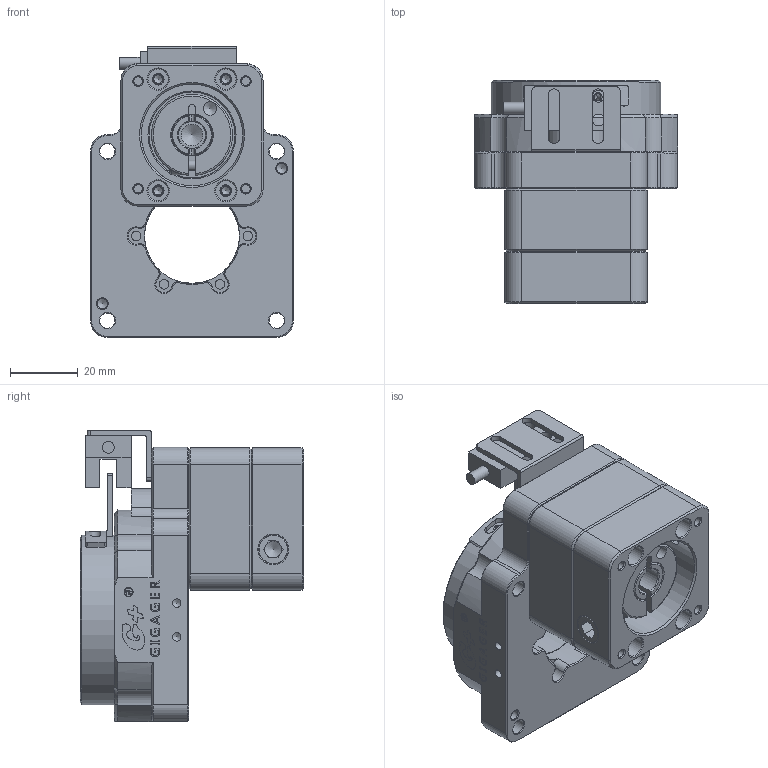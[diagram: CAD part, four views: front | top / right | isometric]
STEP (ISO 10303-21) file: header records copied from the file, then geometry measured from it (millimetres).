
FILE_DESCRIPTION (( 'STEP AP203' ), '1' );
FILE_NAME ('GSN60-10K-SV1.step', '2021-06-01T02:28:59', ( 'Microsoft' ), ( 'Microsoft' ), 'SwSTEP 2.0', 'SolidWorks 2019', '' );
FILE_SCHEMA (( 'CONFIG_CONTROL_DESIGN' ));
Length unit declared in the file: millimetre
Products named in the file (1): GSN60-10K-SV1
Bounding box: 60 x 66 x 86 mm (x, y, z)
Volume: 117757.1 mm3; surface area: 57846.9 mm2
Topology: 13 solids, 13 shells, 979 faces, 2441 edges, 1547 vertices
Faces by surface type: plane 374, bspline 202, cone 197, cylinder 196, torus 10
Full cylindrical faces by diameter (mm): 2.05 x4, 2.5 x27, 2.8 x6, 3 x7, 3.2 x1, 3.5 x7, 4 x5, 4.5 x4, 5.5 x1, 6 x4, 6.5 x4, 8 x1, 8.4 x1, 8.5 x2, 10 x2, 11.6 x1, 12 x2, 15 x1, 25.4 x1, 28 x4, 30 x1, 32 x1, 34 x1, 38 x2, 40 x2, 50 x2, 51.501 x2, 53.433 x1, 56 x1, 56.465 x1
Entity records: 38626 total; most frequent: CARTESIAN_POINT 17562, ORIENTED_EDGE 4296, DIRECTION 3807, EDGE_CURVE 2148, VERTEX_POINT 1476, AXIS2_PLACEMENT_3D 1363, EDGE_LOOP 1344, FACE_OUTER_BOUND 1087
